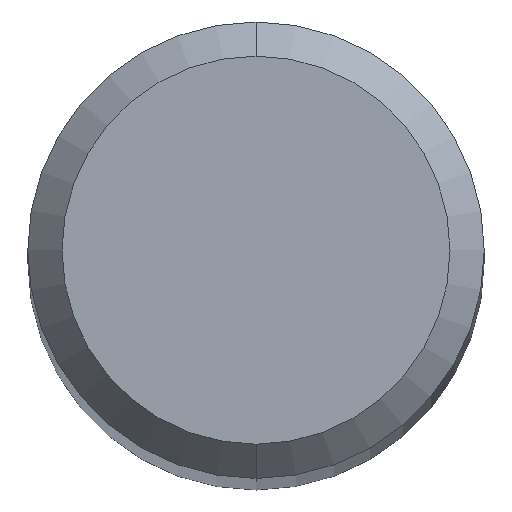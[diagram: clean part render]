
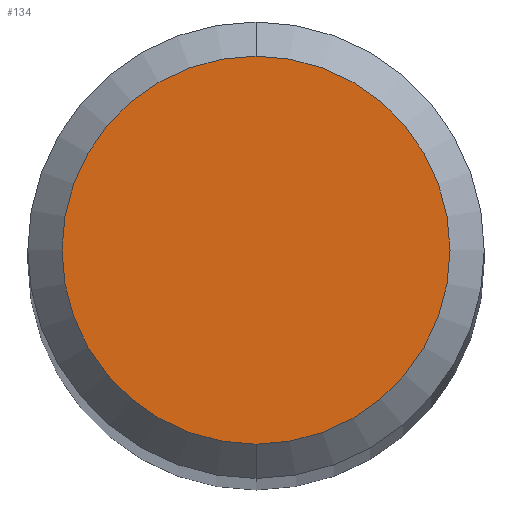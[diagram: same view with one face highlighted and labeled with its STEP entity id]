
A CAD part, top view. The second image highlights one B-rep face of the part: STEP entity #134.
In plain terms, the highlighted planar face has unit normal (0, 0, 1).
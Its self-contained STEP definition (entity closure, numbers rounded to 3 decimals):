
#98=VERTEX_POINT('',#243);
#114=VERTEX_POINT('',#261);
#134=ADVANCED_FACE('',(#283),#284,.T.);
#192=EDGE_CURVE('',#98,#114,#350,.T.);
#206=EDGE_CURVE('',#114,#98,#366,.T.);
#243=CARTESIAN_POINT('',(0.0,1.7,0.0));
#261=CARTESIAN_POINT('',(0.,-1.7,0.0));
#283=FACE_OUTER_BOUND('',#442,.T.);
#284=PLANE('',#443);
#350=CIRCLE('',#534,1.7);
#366=CIRCLE('',#556,1.7);
#442=EDGE_LOOP('',(#620,#621));
#443=AXIS2_PLACEMENT_3D('',#622,#623,#624);
#534=AXIS2_PLACEMENT_3D('',#709,#710,#711);
#556=AXIS2_PLACEMENT_3D('',#733,#734,#735);
#620=ORIENTED_EDGE('',*,*,#192,.F.);
#621=ORIENTED_EDGE('',*,*,#206,.F.);
#622=CARTESIAN_POINT('',(0.0,0.85,0.0));
#623=DIRECTION('',(-0.0,0.0,1.0));
#624=DIRECTION('',(0.0,-1.0,0.0));
#709=CARTESIAN_POINT('',(0.0,0.0,0.0));
#710=DIRECTION('',(0.0,0.0,-1.0));
#711=DIRECTION('',(0.0,1.0,0.0));
#733=CARTESIAN_POINT('',(0.0,0.0,0.0));
#734=DIRECTION('',(0.0,0.0,-1.0));
#735=DIRECTION('',(0.0,1.0,0.0));
